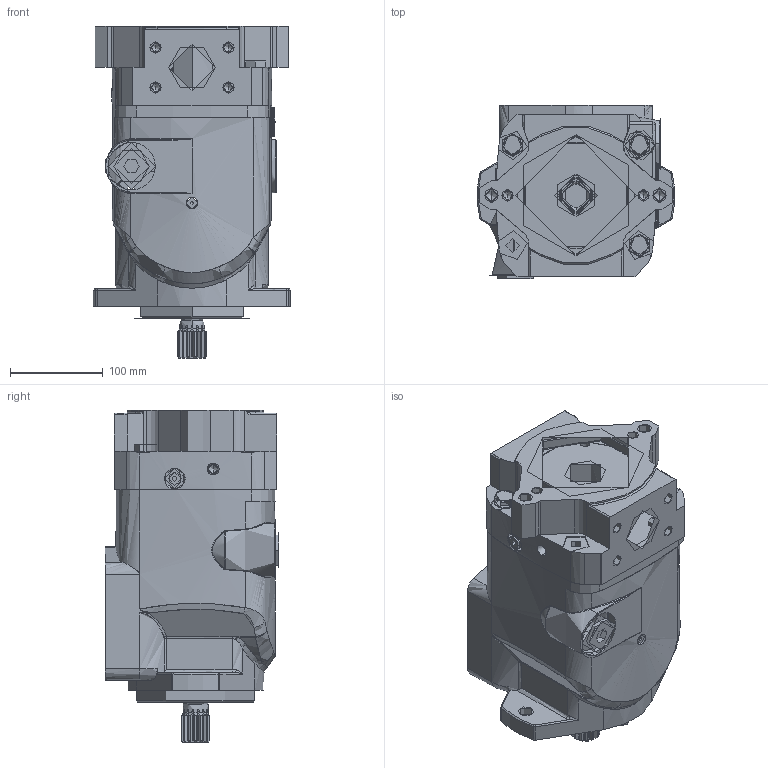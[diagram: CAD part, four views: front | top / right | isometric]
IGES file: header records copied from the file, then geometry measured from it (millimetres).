
Global section: file name: No Iges File Name specified; native system: Autodesk Inventor 2012; preprocessor: AutoDesk Inventor Iges Exporter R2012; author: JGroves; date: 20151218.145441; units: inch
Bounding box: 212.23 x 186.94 x 357.35 mm (x, y, z)
Topology: 0 solids, 0 shells, 781 faces, 22978 edges, 22938 vertices
Faces by surface type: revolution 477, plane 247, bspline 57
